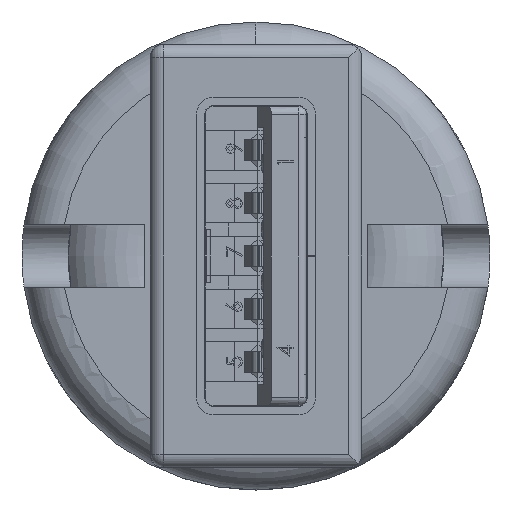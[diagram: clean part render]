
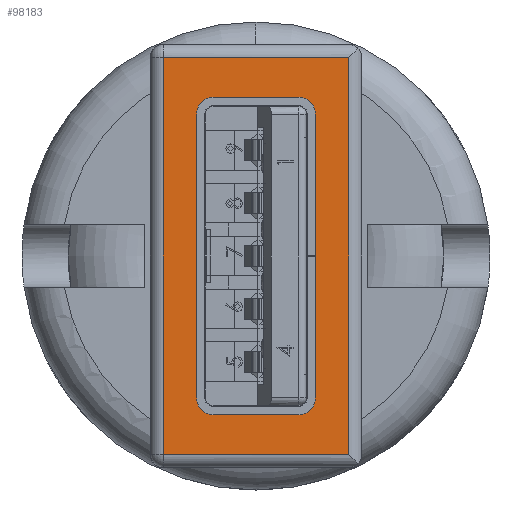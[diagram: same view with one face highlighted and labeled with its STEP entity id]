
A CAD part, left-side view. The second image highlights one B-rep face of the part: STEP entity #98183.
In plain terms, the highlighted face is planar.
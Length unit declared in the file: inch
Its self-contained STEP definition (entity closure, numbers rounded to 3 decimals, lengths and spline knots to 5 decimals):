
#1578 = CIRCLE ( 'NONE', #21970, 0.0252 ) ;
#1748 = CARTESIAN_POINT ( 'NONE',  ( 0.29528, 0.15748, -0.47244 ) ) ;
#4389 = VECTOR ( 'NONE', #70643, 39.37008 ) ;
#4715 = VERTEX_POINT ( 'NONE', #12164 ) ;
#5061 = VERTEX_POINT ( 'NONE', #20725 ) ;
#5251 = CIRCLE ( 'NONE', #30092, 0.0252 ) ;
#5516 = FACE_BOUND ( 'NONE', #96284, .T. ) ;
#5869 = LINE ( 'NONE', #35073, #100173 ) ;
#6014 = CARTESIAN_POINT ( 'NONE',  ( 0.23622, -0.06339, -0.47244 ) ) ;
#6689 = VECTOR ( 'NONE', #47675, 39.37008 ) ;
#7485 = DIRECTION ( 'NONE',  ( 1., 0., 0. ) ) ;
#10251 = ORIENTED_EDGE ( 'NONE', *, *, #22936, .F. ) ;
#12164 = CARTESIAN_POINT ( 'NONE',  ( -0.21102, 0.08858, -0.47244 ) ) ;
#13568 = LINE ( 'NONE', #30680, #58208 ) ;
#14105 = EDGE_CURVE ( 'NONE', #41945, #5061, #24030, .T. ) ;
#14403 = CARTESIAN_POINT ( 'NONE',  ( -0.29528, -0.1378, -0.47244 ) ) ;
#14701 = DIRECTION ( 'NONE',  ( -1., 0., 0. ) ) ;
#14818 = CARTESIAN_POINT ( 'NONE',  ( -0.23622, -0.06339, -0.47244 ) ) ;
#16160 = CARTESIAN_POINT ( 'NONE',  ( -0.23622, 0.06339, -0.47244 ) ) ;
#16874 = DIRECTION ( 'NONE',  ( 0., 0., 1. ) ) ;
#17384 = ORIENTED_EDGE ( 'NONE', *, *, #42535, .T. ) ;
#18017 = EDGE_LOOP ( 'NONE', ( #17384, #29879, #100450, #84967 ) ) ;
#19655 = CARTESIAN_POINT ( 'NONE',  ( -0.21102, -0.06339, -0.47244 ) ) ;
#19849 = CARTESIAN_POINT ( 'NONE',  ( 0.21102, 0.08858, -0.47244 ) ) ;
#19877 = CARTESIAN_POINT ( 'NONE',  ( -0.29528, -0.15748, -0.47244 ) ) ;
#19973 = DIRECTION ( 'NONE',  ( 0., 0., -1. ) ) ;
#20725 = CARTESIAN_POINT ( 'NONE',  ( 0.29528, 0.1378, -0.47244 ) ) ;
#20984 = ORIENTED_EDGE ( 'NONE', *, *, #21504, .F. ) ;
#21345 = CARTESIAN_POINT ( 'NONE',  ( 0.31496, 0.15748, -0.47244 ) ) ;
#21504 = EDGE_CURVE ( 'NONE', #49023, #100431, #38947, .T. ) ;
#21583 = LINE ( 'NONE', #14818, #6689 ) ;
#21970 = AXIS2_PLACEMENT_3D ( 'NONE', #32729, #16874, #95902 ) ;
#22936 = EDGE_CURVE ( 'NONE', #4715, #45248, #1578, .T. ) ;
#24030 = LINE ( 'NONE', #1748, #84881 ) ;
#25387 = LINE ( 'NONE', #40622, #66346 ) ;
#26766 = EDGE_CURVE ( 'NONE', #5061, #95082, #25387, .T. ) ;
#29879 = ORIENTED_EDGE ( 'NONE', *, *, #52183, .T. ) ;
#29929 = ORIENTED_EDGE ( 'NONE', *, *, #49948, .F. ) ;
#30092 = AXIS2_PLACEMENT_3D ( 'NONE', #46936, #39263, #63190 ) ;
#30680 = CARTESIAN_POINT ( 'NONE',  ( 0.31496, -0.1378, -0.47244 ) ) ;
#32563 = CARTESIAN_POINT ( 'NONE',  ( -0.23622, -0.06339, -0.47244 ) ) ;
#32666 = ORIENTED_EDGE ( 'NONE', *, *, #67671, .F. ) ;
#32729 = CARTESIAN_POINT ( 'NONE',  ( -0.21102, 0.06339, -0.47244 ) ) ;
#35073 = CARTESIAN_POINT ( 'NONE',  ( -0.21102, 0.08858, -0.47244 ) ) ;
#35187 = FACE_OUTER_BOUND ( 'NONE', #18017, .T. ) ;
#35730 = AXIS2_PLACEMENT_3D ( 'NONE', #86560, #55667, #7485 ) ;
#38947 = CIRCLE ( 'NONE', #35730, 0.0252 ) ;
#39263 = DIRECTION ( 'NONE',  ( 0., 0., 1. ) ) ;
#39712 = ORIENTED_EDGE ( 'NONE', *, *, #94088, .F. ) ;
#40338 = LINE ( 'NONE', #55328, #4389 ) ;
#40555 = VECTOR ( 'NONE', #60396, 39.37008 ) ;
#40622 = CARTESIAN_POINT ( 'NONE',  ( -0.31496, 0.1378, -0.47244 ) ) ;
#41748 = ORIENTED_EDGE ( 'NONE', *, *, #83938, .F. ) ;
#41945 = VERTEX_POINT ( 'NONE', #47466 ) ;
#42535 = EDGE_CURVE ( 'NONE', #95082, #72480, #50545, .T. ) ;
#42585 = EDGE_CURVE ( 'NONE', #97281, #4715, #5869, .T. ) ;
#44171 = AXIS2_PLACEMENT_3D ( 'NONE', #21345, #19973, #100045 ) ;
#45248 = VERTEX_POINT ( 'NONE', #16160 ) ;
#45865 = DIRECTION ( 'NONE',  ( 0., 1., 0. ) ) ;
#46936 = CARTESIAN_POINT ( 'NONE',  ( 0.21102, 0.06339, -0.47244 ) ) ;
#47466 = CARTESIAN_POINT ( 'NONE',  ( 0.29528, -0.1378, -0.47244 ) ) ;
#47675 = DIRECTION ( 'NONE',  ( 0., -1., 0. ) ) ;
#47825 = DIRECTION ( 'NONE',  ( 0., 1., 0. ) ) ;
#49023 = VERTEX_POINT ( 'NONE', #61687 ) ;
#49948 = EDGE_CURVE ( 'NONE', #66838, #97281, #5251, .T. ) ;
#50545 = LINE ( 'NONE', #19877, #40555 ) ;
#52183 = EDGE_CURVE ( 'NONE', #72480, #41945, #13568, .T. ) ;
#53785 = AXIS2_PLACEMENT_3D ( 'NONE', #19655, #75143, #14701 ) ;
#54678 = ORIENTED_EDGE ( 'NONE', *, *, #79857, .F. ) ;
#55328 = CARTESIAN_POINT ( 'NONE',  ( -0.21102, -0.08858, -0.47244 ) ) ;
#55667 = DIRECTION ( 'NONE',  ( 0., 0., 1. ) ) ;
#58208 = VECTOR ( 'NONE', #86923, 39.37008 ) ;
#60348 = LINE ( 'NONE', #6014, #102566 ) ;
#60396 = DIRECTION ( 'NONE',  ( 0., -1., 0. ) ) ;
#61687 = CARTESIAN_POINT ( 'NONE',  ( 0.21102, -0.08858, -0.47244 ) ) ;
#63190 = DIRECTION ( 'NONE',  ( -1., 0., 0. ) ) ;
#66033 = ORIENTED_EDGE ( 'NONE', *, *, #42585, .F. ) ;
#66293 = CARTESIAN_POINT ( 'NONE',  ( 0.23622, -0.06339, -0.47244 ) ) ;
#66346 = VECTOR ( 'NONE', #80889, 39.37008 ) ;
#66838 = VERTEX_POINT ( 'NONE', #88509 ) ;
#67671 = EDGE_CURVE ( 'NONE', #70942, #49023, #40338, .T. ) ;
#69098 = CARTESIAN_POINT ( 'NONE',  ( -0.29528, 0.1378, -0.47244 ) ) ;
#70643 = DIRECTION ( 'NONE',  ( 1., 0., 0. ) ) ;
#70942 = VERTEX_POINT ( 'NONE', #95771 ) ;
#72480 = VERTEX_POINT ( 'NONE', #14403 ) ;
#75143 = DIRECTION ( 'NONE',  ( 0., 0., 1. ) ) ;
#79857 = EDGE_CURVE ( 'NONE', #45248, #82908, #21583, .T. ) ;
#80889 = DIRECTION ( 'NONE',  ( -1., 0., 0. ) ) ;
#82645 = DIRECTION ( 'NONE',  ( -1., 0., 0. ) ) ;
#82908 = VERTEX_POINT ( 'NONE', #32563 ) ;
#83938 = EDGE_CURVE ( 'NONE', #82908, #70942, #87720, .T. ) ;
#84881 = VECTOR ( 'NONE', #47825, 39.37008 ) ;
#84967 = ORIENTED_EDGE ( 'NONE', *, *, #26766, .T. ) ;
#86560 = CARTESIAN_POINT ( 'NONE',  ( 0.21102, -0.06339, -0.47244 ) ) ;
#86923 = DIRECTION ( 'NONE',  ( 1., 0., 0. ) ) ;
#87720 = CIRCLE ( 'NONE', #53785, 0.0252 ) ;
#88509 = CARTESIAN_POINT ( 'NONE',  ( 0.23622, 0.06339, -0.47244 ) ) ;
#92112 = PLANE ( 'NONE',  #44171 ) ;
#94088 = EDGE_CURVE ( 'NONE', #100431, #66838, #60348, .T. ) ;
#95082 = VERTEX_POINT ( 'NONE', #69098 ) ;
#95771 = CARTESIAN_POINT ( 'NONE',  ( -0.21102, -0.08858, -0.47244 ) ) ;
#95902 = DIRECTION ( 'NONE',  ( -1., 0., 0. ) ) ;
#96284 = EDGE_LOOP ( 'NONE', ( #66033, #29929, #39712, #20984, #32666, #41748, #54678, #10251 ) ) ;
#97281 = VERTEX_POINT ( 'NONE', #19849 ) ;
#98183 = ADVANCED_FACE ( '?1', ( #5516, #35187 ), #92112, .F. ) ;
#100045 = DIRECTION ( 'NONE',  ( -1., 0., 0. ) ) ;
#100173 = VECTOR ( 'NONE', #82645, 39.37008 ) ;
#100431 = VERTEX_POINT ( 'NONE', #66293 ) ;
#100450 = ORIENTED_EDGE ( 'NONE', *, *, #14105, .T. ) ;
#102566 = VECTOR ( 'NONE', #45865, 39.37008 ) ;
